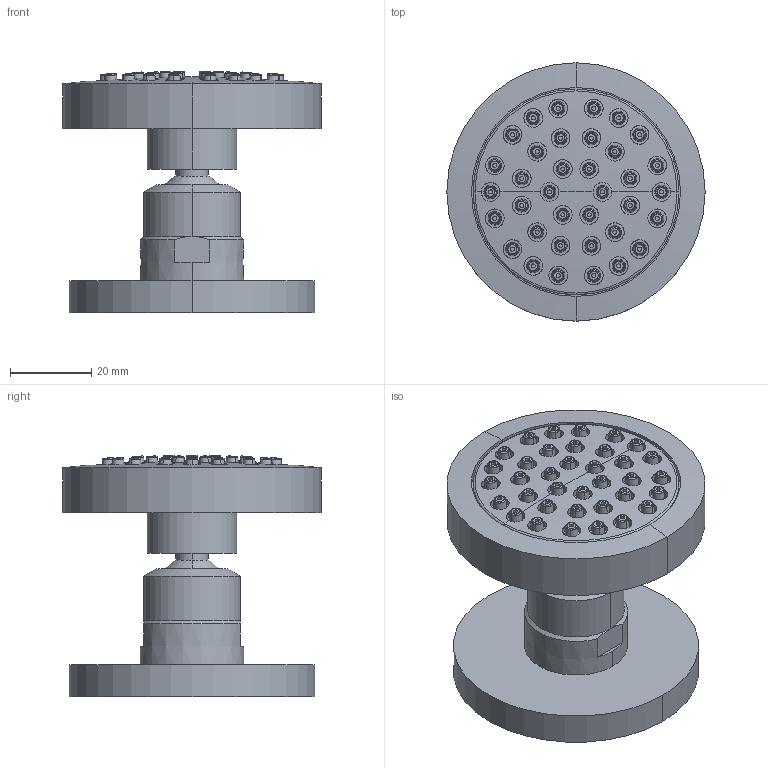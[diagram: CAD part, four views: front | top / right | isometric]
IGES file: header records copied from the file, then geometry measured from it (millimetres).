
Start section:  PTC IGES file: 2174.igs
Global section: file name: 2174.igs; native system: Creo Parametric by PTC Inc.; preprocessor: 2018400; author: jinson.thomas; organization: Unknown; date: 20210107.111615; units: inch
Bounding box: 63.5 x 63.5 x 59.48 mm (x, y, z)
Volume: 74691.3 mm3; surface area: 20706.2 mm2
Topology: 1 solids, 1 shells, 439 faces, 1033 edges, 703 vertices
Faces by surface type: revolution 311, bspline 118, extrusion 10
